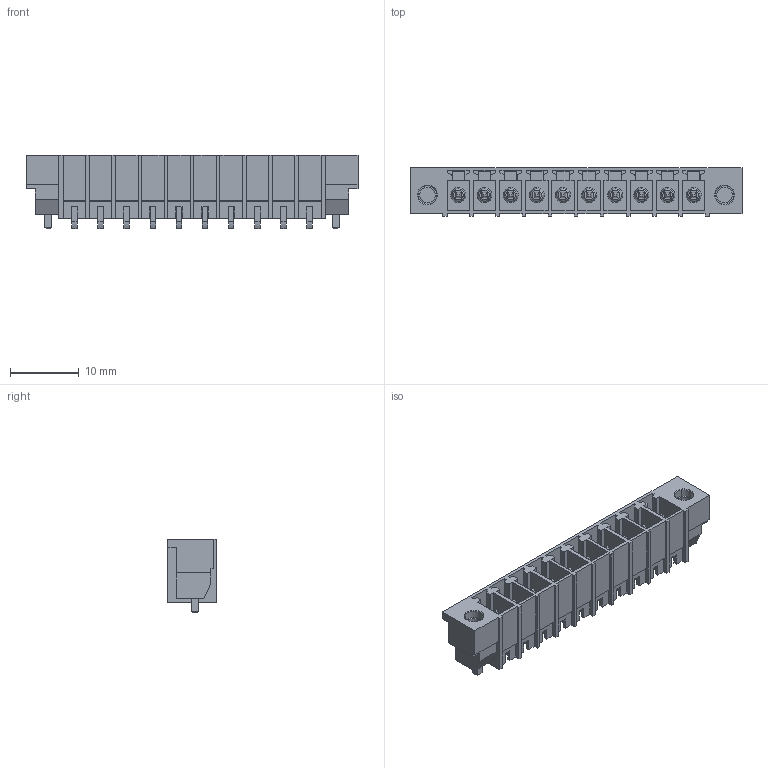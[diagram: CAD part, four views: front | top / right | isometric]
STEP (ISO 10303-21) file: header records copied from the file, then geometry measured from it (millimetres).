
FILE_DESCRIPTION(('CATIA V5 STEP Exchange','CAx-IF Rec.Pracs.--- Model Styling and Organization---1.2---2011-12-15'),'2;1');
FILE_NAME ('D1457748_0_1864150000_1864150000.stp','2018-10-12T11:24:22+00:00',('none'),('Weidmueller'),'CATIA Version 5-6 Release 2014','CATIA V5 STEP AP214','none');
FILE_SCHEMA(('AUTOMOTIVE_DESIGN { 1 0 10303 214 1 1 1 1 }'));
Length unit declared in the file: millimetre
Products named in the file (1): 1864150000
Bounding box: 48.39 x 7.07 x 10.7 mm (x, y, z)
Volume: 1332.4 mm3; surface area: 3935.1 mm2
Topology: 13 solids, 13 shells, 734 faces, 2070 edges, 1396 vertices
Faces by surface type: plane 584, cylinder 106, cone 24, torus 20
Entity records: 21671 total; most frequent: ORIENTED_EDGE 4140, CARTESIAN_POINT 3985, DIRECTION 2814, EDGE_CURVE 2070, VECTOR 1770, LINE 1770, VERTEX_POINT 1396, EDGE_LOOP 788
